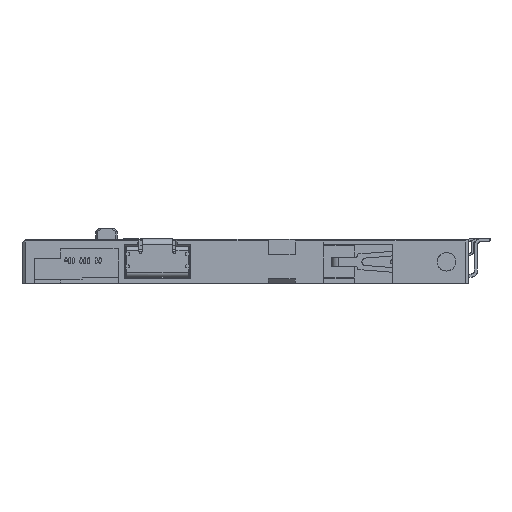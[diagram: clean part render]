
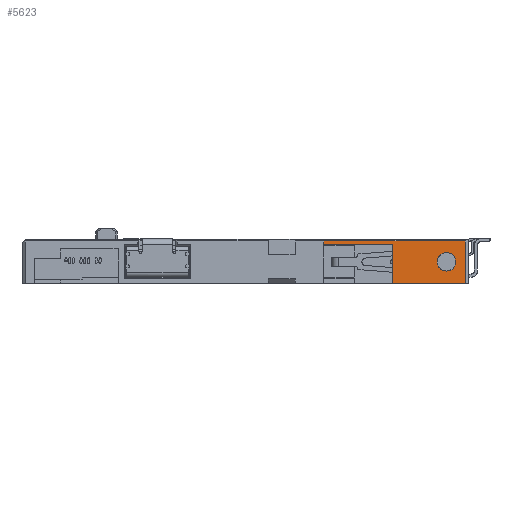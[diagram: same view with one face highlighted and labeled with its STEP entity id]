
A CAD part, left-side view. The second image highlights one B-rep face of the part: STEP entity #5623.
In plain terms, the highlighted planar face has unit normal (-1, 0, 0).
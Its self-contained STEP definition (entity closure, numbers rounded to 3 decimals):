
#188 = B_SPLINE_CURVE_WITH_KNOTS ( 'NONE', 3,
 ( #4249, #29526, #8906, #25053, #11227, #27353 ),
 .UNSPECIFIED., .F., .F.,
 ( 4, 2, 4 ),
 ( 0., 0.17, 0.341 ),
 .UNSPECIFIED. ) ;
#546 = CARTESIAN_POINT ( 'NONE',  ( -14.9, -1.777, 0.823 ) ) ;
#619 = B_SPLINE_CURVE_WITH_KNOTS ( 'NONE', 3,
 ( #28123, #18968, #23628, #9786, #25904, #12101, #28217, #14422, #546, #16728 ),
 .UNSPECIFIED., .F., .F.,
 ( 4, 2, 2, 2, 4 ),
 ( 0.341, 0.506, 0.67, 0.835, 1. ),
 .UNSPECIFIED. ) ;
#731 = EDGE_CURVE ( 'NONE', #27878, #25367, #24583, .T. ) ;
#826 = VERTEX_POINT ( 'NONE', #20709 ) ;
#1065 = EDGE_CURVE ( 'NONE', #27878, #9391, #10484, .T. ) ;
#1291 = ORIENTED_EDGE ( 'NONE', *, *, #22117, .F. ) ;
#1492 = ORIENTED_EDGE ( 'NONE', *, *, #13774, .T. ) ;
#1694 = EDGE_CURVE ( 'NONE', #826, #23077, #13052, .T. ) ;
#2519 = ORIENTED_EDGE ( 'NONE', *, *, #13673, .T. ) ;
#3368 = DIRECTION ( 'NONE',  ( 0., 1., 0. ) ) ;
#3609 = VECTOR ( 'NONE', #11937, 1000. ) ;
#4118 = CARTESIAN_POINT ( 'NONE',  ( -14.9, 1.9, 0. ) ) ;
#4249 = CARTESIAN_POINT ( 'NONE',  ( -14.9, -1.868, 0.873 ) ) ;
#4277 = VECTOR ( 'NONE', #23763, 1000. ) ;
#4289 = CARTESIAN_POINT ( 'NONE',  ( -14.9, 6.4, 2.75 ) ) ;
#4429 = VERTEX_POINT ( 'NONE', #20744 ) ;
#4692 = CARTESIAN_POINT ( 'NONE',  ( -14.9, -8.8, 2.75 ) ) ;
#5362 = ORIENTED_EDGE ( 'NONE', *, *, #13996, .T. ) ;
#5369 = LINE ( 'NONE', #27393, #29150 ) ;
#5623 = ADVANCED_FACE ( 'NONE', ( #19500, #7955 ), #16608, .F. ) ;
#5882 = AXIS2_PLACEMENT_3D ( 'NONE', #21299, #7457, #23613 ) ;
#6154 = VECTOR ( 'NONE', #20805, 1000. ) ;
#6577 = CARTESIAN_POINT ( 'NONE',  ( -14.9, -2.05, 1.787 ) ) ;
#6607 = VERTEX_POINT ( 'NONE', #19991 ) ;
#7036 = DIRECTION ( 'NONE',  ( 0., 1., 0. ) ) ;
#7351 = CARTESIAN_POINT ( 'NONE',  ( -14.9, -0.98, 1.4 ) ) ;
#7457 = DIRECTION ( 'NONE',  ( 1., 0., 0. ) ) ;
#7955 = FACE_OUTER_BOUND ( 'NONE', #29210, .T. ) ;
#8893 = CARTESIAN_POINT ( 'NONE',  ( -14.9, -1.797, 1.969 ) ) ;
#8906 = CARTESIAN_POINT ( 'NONE',  ( -14.9, -2.042, 1.001 ) ) ;
#9100 = CARTESIAN_POINT ( 'NONE',  ( -14.9, -1.198, 1.875 ) ) ;
#9391 = VERTEX_POINT ( 'NONE', #11620 ) ;
#9658 = CARTESIAN_POINT ( 'NONE',  ( -14.9, -0.98, 1.507 ) ) ;
#9786 = CARTESIAN_POINT ( 'NONE',  ( -14.9, -1.11, 1.013 ) ) ;
#9938 = CARTESIAN_POINT ( 'NONE',  ( -14.9, 6.4, 0. ) ) ;
#9946 = CARTESIAN_POINT ( 'NONE',  ( -14.9, -0.98, 1.4 ) ) ;
#10428 = LINE ( 'NONE', #9938, #4277 ) ;
#10484 = LINE ( 'NONE', #28056, #3609 ) ;
#11212 = CARTESIAN_POINT ( 'NONE',  ( -14.9, -1.487, 2.002 ) ) ;
#11227 = CARTESIAN_POINT ( 'NONE',  ( -14.9, -2.18, 1.293 ) ) ;
#11265 = DIRECTION ( 'NONE',  ( 0., 0., 1. ) ) ;
#11620 = CARTESIAN_POINT ( 'NONE',  ( -14.9, 1.9, 2.5 ) ) ;
#11708 = ORIENTED_EDGE ( 'NONE', *, *, #1694, .F. ) ;
#11937 = DIRECTION ( 'NONE',  ( 0., 0., 1. ) ) ;
#12101 = CARTESIAN_POINT ( 'NONE',  ( -14.9, -1.363, 0.831 ) ) ;
#12534 = CARTESIAN_POINT ( 'NONE',  ( -14.9, -3., 2.5 ) ) ;
#13052 = B_SPLINE_CURVE_WITH_KNOTS ( 'NONE', 3,
 ( #29814, #9100, #21097, #23483, #9658, #7351 ),
 .UNSPECIFIED., .F., .F.,
 ( 4, 2, 4 ),
 ( 0., 0.17, 0.341 ),
 .UNSPECIFIED. ) ;
#13525 = CARTESIAN_POINT ( 'NONE',  ( -14.9, -1.292, 1.927 ) ) ;
#13655 = VERTEX_POINT ( 'NONE', #4289 ) ;
#13673 = EDGE_CURVE ( 'NONE', #25367, #18839, #5369, .T. ) ;
#13774 = EDGE_CURVE ( 'NONE', #18839, #13655, #14761, .T. ) ;
#13996 = EDGE_CURVE ( 'NONE', #13655, #21343, #10428, .T. ) ;
#14400 = EDGE_CURVE ( 'NONE', #4429, #6607, #188, .T. ) ;
#14422 = CARTESIAN_POINT ( 'NONE',  ( -14.9, -1.673, 0.798 ) ) ;
#14761 = LINE ( 'NONE', #4692, #26300 ) ;
#15475 = ORIENTED_EDGE ( 'NONE', *, *, #16462, .F. ) ;
#15718 = CARTESIAN_POINT ( 'NONE',  ( -14.9, -2.18, 1.4 ) ) ;
#16462 = EDGE_CURVE ( 'NONE', #23077, #4429, #619, .T. ) ;
#16608 = PLANE ( 'NONE',  #5882 ) ;
#16728 = CARTESIAN_POINT ( 'NONE',  ( -14.9, -1.868, 0.873 ) ) ;
#17008 = B_SPLINE_CURVE_WITH_KNOTS ( 'NONE', 3,
 ( #15718, #29506, #20406, #6577, #22744, #8893, #25038, #11212, #27336, #13525 ),
 .UNSPECIFIED., .F., .F.,
 ( 4, 2, 2, 2, 4 ),
 ( 0.341, 0.506, 0.67, 0.835, 1. ),
 .UNSPECIFIED. ) ;
#18839 = VERTEX_POINT ( 'NONE', #19186 ) ;
#18968 = CARTESIAN_POINT ( 'NONE',  ( -14.9, -0.98, 1.296 ) ) ;
#19186 = CARTESIAN_POINT ( 'NONE',  ( -14.9, -2.8, 2.75 ) ) ;
#19500 = FACE_BOUND ( 'NONE', #25650, .T. ) ;
#19637 = ORIENTED_EDGE ( 'NONE', *, *, #731, .T. ) ;
#19938 = CARTESIAN_POINT ( 'NONE',  ( -14.9, 6.4, 2.5 ) ) ;
#19991 = CARTESIAN_POINT ( 'NONE',  ( -14.9, -2.18, 1.4 ) ) ;
#20065 = ORIENTED_EDGE ( 'NONE', *, *, #14400, .F. ) ;
#20406 = CARTESIAN_POINT ( 'NONE',  ( -14.9, -2.153, 1.607 ) ) ;
#20709 = CARTESIAN_POINT ( 'NONE',  ( -14.9, -1.292, 1.927 ) ) ;
#20744 = CARTESIAN_POINT ( 'NONE',  ( -14.9, -1.868, 0.873 ) ) ;
#20805 = DIRECTION ( 'NONE',  ( 0., -1., 0. ) ) ;
#20869 = CARTESIAN_POINT ( 'NONE',  ( -14.9, 0., 0. ) ) ;
#21097 = CARTESIAN_POINT ( 'NONE',  ( -14.9, -1.118, 1.798 ) ) ;
#21299 = CARTESIAN_POINT ( 'NONE',  ( -14.9, -3., 0. ) ) ;
#21343 = VERTEX_POINT ( 'NONE', #19938 ) ;
#22098 = VECTOR ( 'NONE', #3368, 1000. ) ;
#22117 = EDGE_CURVE ( 'NONE', #6607, #826, #17008, .T. ) ;
#22744 = CARTESIAN_POINT ( 'NONE',  ( -14.9, -1.975, 1.863 ) ) ;
#23077 = VERTEX_POINT ( 'NONE', #9946 ) ;
#23483 = CARTESIAN_POINT ( 'NONE',  ( -14.9, -1.009, 1.614 ) ) ;
#23613 = DIRECTION ( 'NONE',  ( 0., 0., -1. ) ) ;
#23628 = CARTESIAN_POINT ( 'NONE',  ( -14.9, -1.007, 1.193 ) ) ;
#23763 = DIRECTION ( 'NONE',  ( 0., 0., -1. ) ) ;
#24583 = LINE ( 'NONE', #20869, #6154 ) ;
#25038 = CARTESIAN_POINT ( 'NONE',  ( -14.9, -1.694, 1.998 ) ) ;
#25053 = CARTESIAN_POINT ( 'NONE',  ( -14.9, -2.151, 1.186 ) ) ;
#25367 = VERTEX_POINT ( 'NONE', #28282 ) ;
#25473 = EDGE_CURVE ( 'NONE', #9391, #21343, #28171, .T. ) ;
#25650 = EDGE_LOOP ( 'NONE', ( #20065, #15475, #11708, #1291 ) ) ;
#25904 = CARTESIAN_POINT ( 'NONE',  ( -14.9, -1.185, 0.936 ) ) ;
#26300 = VECTOR ( 'NONE', #7036, 1000. ) ;
#26539 = ORIENTED_EDGE ( 'NONE', *, *, #25473, .F. ) ;
#27336 = CARTESIAN_POINT ( 'NONE',  ( -14.9, -1.383, 1.976 ) ) ;
#27353 = CARTESIAN_POINT ( 'NONE',  ( -14.9, -2.18, 1.4 ) ) ;
#27393 = CARTESIAN_POINT ( 'NONE',  ( -14.9, -2.8, 3.3 ) ) ;
#27878 = VERTEX_POINT ( 'NONE', #4118 ) ;
#28048 = ORIENTED_EDGE ( 'NONE', *, *, #1065, .F. ) ;
#28056 = CARTESIAN_POINT ( 'NONE',  ( -14.9, 1.9, 0. ) ) ;
#28123 = CARTESIAN_POINT ( 'NONE',  ( -14.9, -0.98, 1.4 ) ) ;
#28171 = LINE ( 'NONE', #12534, #22098 ) ;
#28217 = CARTESIAN_POINT ( 'NONE',  ( -14.9, -1.466, 0.801 ) ) ;
#28282 = CARTESIAN_POINT ( 'NONE',  ( -14.9, -2.8, 0. ) ) ;
#29150 = VECTOR ( 'NONE', #11265, 1000. ) ;
#29210 = EDGE_LOOP ( 'NONE', ( #28048, #19637, #2519, #1492, #5362, #26539 ) ) ;
#29506 = CARTESIAN_POINT ( 'NONE',  ( -14.9, -2.18, 1.503 ) ) ;
#29526 = CARTESIAN_POINT ( 'NONE',  ( -14.9, -1.962, 0.924 ) ) ;
#29814 = CARTESIAN_POINT ( 'NONE',  ( -14.9, -1.292, 1.927 ) ) ;
